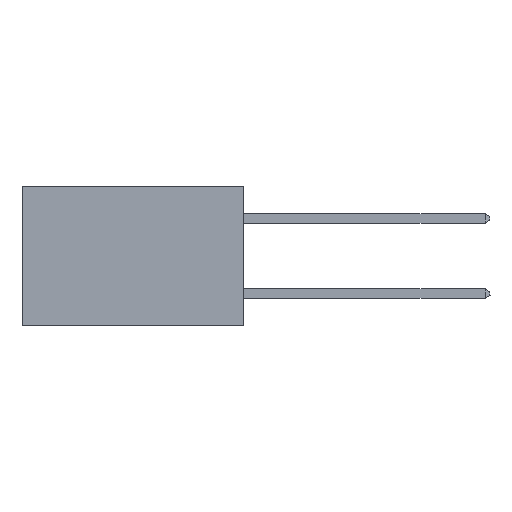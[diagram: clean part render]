
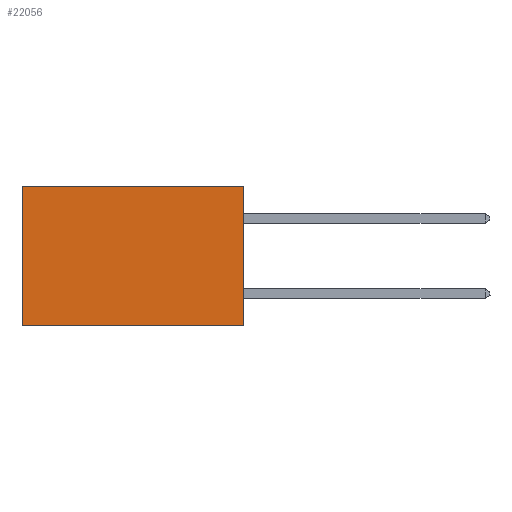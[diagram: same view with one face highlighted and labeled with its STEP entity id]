
A CAD part, left-side view. The second image highlights one B-rep face of the part: STEP entity #22056.
In plain terms, the highlighted planar face has unit normal (-1, 0, 0).
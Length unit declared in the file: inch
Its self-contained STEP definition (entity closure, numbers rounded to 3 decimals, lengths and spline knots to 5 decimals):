
#1009 = DIRECTION ( 'NONE',  ( 0., 0., -1. ) ) ;
#1347 = EDGE_CURVE ( 'NONE', #11023, #19979, #18632, .T. ) ;
#2300 = VERTEX_POINT ( 'NONE', #25609 ) ;
#4199 = LINE ( 'NONE', #6168, #16631 ) ;
#6168 = CARTESIAN_POINT ( 'NONE',  ( 0.277, 0., 0. ) ) ;
#6202 = PLANE ( 'NONE',  #29205 ) ;
#6693 = CARTESIAN_POINT ( 'NONE',  ( 0.277, 0.59, -0.37 ) ) ;
#7440 = CARTESIAN_POINT ( 'NONE',  ( 0.277, 0., -0.37 ) ) ;
#8682 = DIRECTION ( 'NONE',  ( 0., 1., 0. ) ) ;
#9350 = CARTESIAN_POINT ( 'NONE',  ( 0.277, 0.59, -0.37 ) ) ;
#10257 = VECTOR ( 'NONE', #19554, 39.37008 ) ;
#11023 = VERTEX_POINT ( 'NONE', #16376 ) ;
#11236 = EDGE_CURVE ( 'NONE', #15256, #2300, #23285, .T. ) ;
#11314 = VECTOR ( 'NONE', #1009, 39.37008 ) ;
#11599 = ORIENTED_EDGE ( 'NONE', *, *, #20829, .F. ) ;
#13739 = DIRECTION ( 'NONE',  ( 1., 0., 0. ) ) ;
#14845 = VECTOR ( 'NONE', #22206, 39.37008 ) ;
#15256 = VERTEX_POINT ( 'NONE', #29023 ) ;
#16376 = CARTESIAN_POINT ( 'NONE',  ( 0.277, 0.59, 0. ) ) ;
#16631 = VECTOR ( 'NONE', #8682, 39.37008 ) ;
#17064 = FACE_OUTER_BOUND ( 'NONE', #25100, .T. ) ;
#17113 = CARTESIAN_POINT ( 'NONE',  ( 0.277, 0., -0.37 ) ) ;
#18632 = LINE ( 'NONE', #6693, #11314 ) ;
#19554 = DIRECTION ( 'NONE',  ( 0., 0., -1. ) ) ;
#19979 = VERTEX_POINT ( 'NONE', #9350 ) ;
#20829 = EDGE_CURVE ( 'NONE', #2300, #19979, #21321, .T. ) ;
#21321 = LINE ( 'NONE', #7440, #14845 ) ;
#22023 = ORIENTED_EDGE ( 'NONE', *, *, #1347, .T. ) ;
#22056 = ADVANCED_FACE ( 'NONE', ( #17064 ), #6202, .F. ) ;
#22206 = DIRECTION ( 'NONE',  ( 0., 1., 0. ) ) ;
#22271 = ORIENTED_EDGE ( 'NONE', *, *, #11236, .F. ) ;
#22734 = EDGE_CURVE ( 'NONE', #15256, #11023, #4199, .T. ) ;
#23285 = LINE ( 'NONE', #17113, #10257 ) ;
#25100 = EDGE_LOOP ( 'NONE', ( #22023, #11599, #22271, #25309 ) ) ;
#25309 = ORIENTED_EDGE ( 'NONE', *, *, #22734, .T. ) ;
#25609 = CARTESIAN_POINT ( 'NONE',  ( 0.277, 0., -0.37 ) ) ;
#25854 = CARTESIAN_POINT ( 'NONE',  ( 0.277, 0., -0.37 ) ) ;
#29023 = CARTESIAN_POINT ( 'NONE',  ( 0.277, 0., 0. ) ) ;
#29205 = AXIS2_PLACEMENT_3D ( 'NONE', #25854, #13739, #30728 ) ;
#30728 = DIRECTION ( 'NONE',  ( 0., 0., -1. ) ) ;
